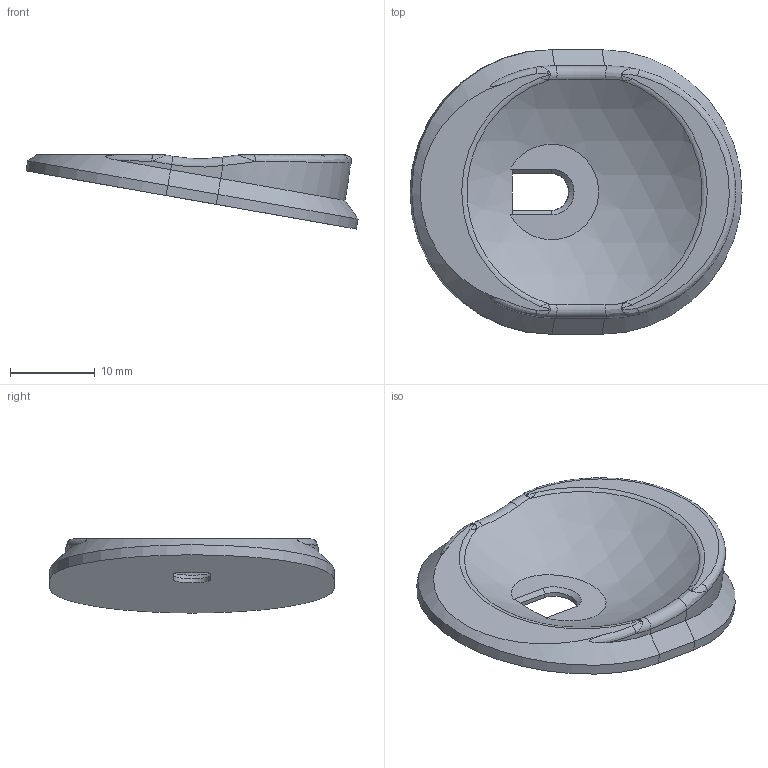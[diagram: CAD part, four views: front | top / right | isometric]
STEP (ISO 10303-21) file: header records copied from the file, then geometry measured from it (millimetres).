
FILE_DESCRIPTION(/* description */ ('STEP AP242','CAx-IF Rec.Pracs.---Representation and Presentation of Product Manufacturing Information (PMI)---4.0---2014-10-13','CAx-IF Rec.Pracs.---3D Tessellated Geometry---0.4---2014-09-14','2;1'),/* implementation_level */ '2;1');
FILE_NAME(/* name */ '67aba3657c8b3c0b42072ae2',/* time_stamp */ '2025-02-11T19:22:14Z',/* author */ (''),/* organization */ (''),/* preprocessor_version */ 'ST-DEVELOPER v20',/* originating_system */ 'ONSHAPE BY PTC INC, 1.193',/* authorisation */ ' ');
FILE_SCHEMA (('AP242_MANAGED_MODEL_BASED_3D_ENGINEERING_MIM_LF { 1 0 10303 442 1 1 4 }'));
Length unit declared in the file: metre
Products named in the file (1): Sensor Hub
Bounding box: 39.21 x 33.6 x 8.75 mm (x, y, z)
Volume: 3571.8 mm3; surface area: 2661.8 mm2
Topology: 1 solids, 1 shells, 44 faces, 108 edges, 66 vertices
Faces by surface type: plane 15, bspline 10, cylinder 9, torus 6, cone 3, sphere 1
Entity records: 2288 total; most frequent: CARTESIAN_POINT 1285, ORIENTED_EDGE 212, DIRECTION 197, EDGE_CURVE 106, AXIS2_PLACEMENT_3D 81, VERTEX_POINT 65, EDGE_LOOP 47, FACE_BOUND 47
